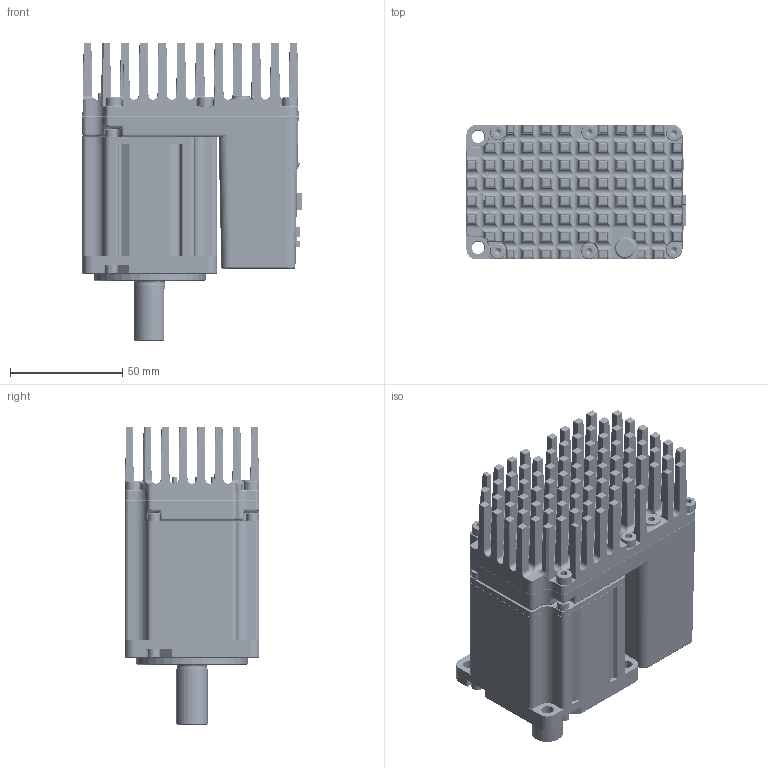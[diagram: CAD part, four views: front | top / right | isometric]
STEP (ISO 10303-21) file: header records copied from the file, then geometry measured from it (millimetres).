
FILE_DESCRIPTION (( 'STEP AP214' ), '1' );
FILE_NAME ('MDX 200W IP20³¤.STEP', '2019-01-04T07:18:59', ( '' ), ( '' ), 'SwSTEP 2.0', 'SolidWorks 2015', '' );
FILE_SCHEMA (( 'AUTOMOTIVE_DESIGN' ));
Length unit declared in the file: millimetre
Products named in the file (1): MDX 200W IP20酗
Bounding box: 97.72 x 60 x 133.2 mm (x, y, z)
Volume: 218057 mm3; surface area: 177272.8 mm2
Topology: 55 solids, 55 shells, 7918 faces, 19878 edges, 11749 vertices
Faces by surface type: plane 3048, cylinder 2585, bspline 1666, cone 313, sphere 256, torus 50
Entity records: 390913 total; most frequent: CARTESIAN_POINT 127845, ORIENTED_EDGE 38816, DIRECTION 33696, EDGE_CURVE 19408, VERTEX_POINT 11749, AXIS2_PLACEMENT_3D 11538, VECTOR 10620, LINE 10620
